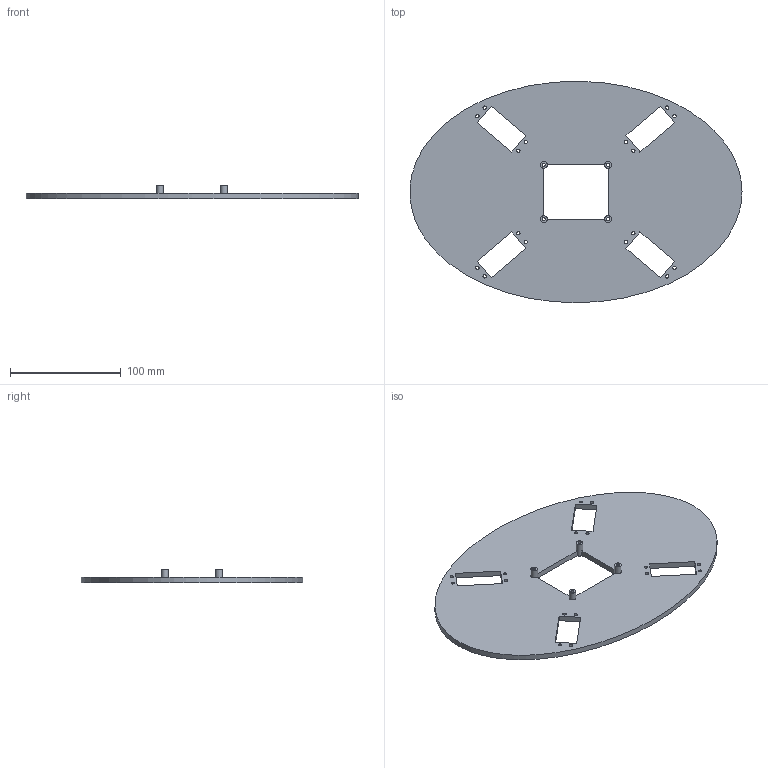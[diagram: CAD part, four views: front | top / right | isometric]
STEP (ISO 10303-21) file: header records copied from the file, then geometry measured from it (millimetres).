
FILE_DESCRIPTION( ( '' ), ' ' );
FILE_NAME( '5d386dba28f947151a9e2248.step', '2019-07-24T14:39:55', ( '' ), ( '' ), ' ', ' ', ' ' );
FILE_SCHEMA( ( 'AUTOMOTIVE_DESIGN { 1 0 10303 214 1 1 1 1 }' ) );
Length unit declared in the file: metre
Products named in the file (1): Part 1
Bounding box: 299.86 x 199.98 x 12.5 mm (x, y, z)
Volume: 205531.7 mm3; surface area: 91125.7 mm2
Topology: 1 solids, 1 shells, 51 faces, 145 edges, 96 vertices
Faces by surface type: plane 26, cylinder 24, extrusion 1
Full cylindrical faces by diameter (mm): 2.75 x4, 3 x16, 6.2 x4
Entity records: 2061 total; most frequent: DIRECTION 277, CARTESIAN_POINT 264, ORIENTED_EDGE 236, EDGE_LOOP 126, EDGE_CURVE 118, AXIS2_PLACEMENT_3D 106, VERTEX_POINT 94, FACE_OUTER_BOUND 76
